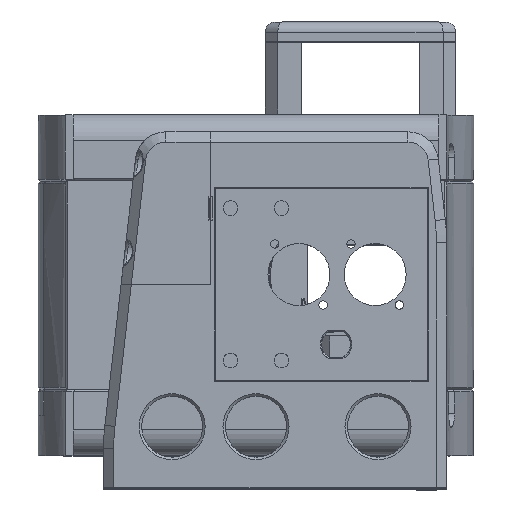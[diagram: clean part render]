
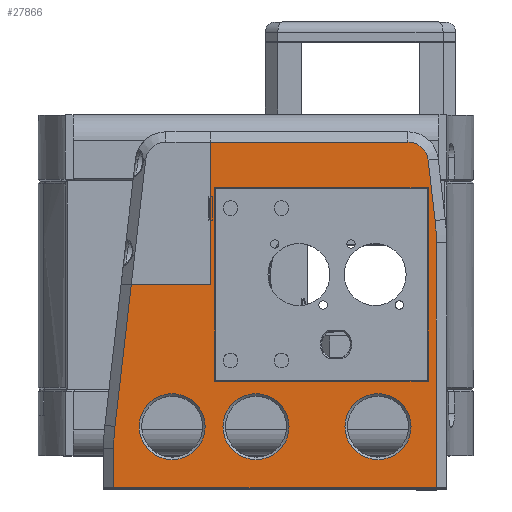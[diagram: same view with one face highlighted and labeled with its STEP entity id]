
A CAD part, top view. The second image highlights one B-rep face of the part: STEP entity #27866.
In plain terms, the highlighted planar face has unit normal (0, 0, 1).
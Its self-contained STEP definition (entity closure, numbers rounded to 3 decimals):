
#238=FACE_BOUND('',#3884,.T.);
#239=FACE_BOUND('',#3885,.T.);
#240=FACE_BOUND('',#3886,.T.);
#241=FACE_BOUND('',#3887,.T.);
#962=CIRCLE('',#29665,13.);
#963=CIRCLE('',#29667,76.);
#964=CIRCLE('',#29668,76.);
#965=CIRCLE('',#29669,8.);
#966=CIRCLE('',#29670,13.);
#967=CIRCLE('',#29671,13.);
#2155=FACE_OUTER_BOUND('',#3883,.T.);
#3883=EDGE_LOOP('',(#20178,#20179,#20180,#20181,#20182,#20183,#20184,#20185,
#20186,#20187,#20188));
#3884=EDGE_LOOP('',(#20189));
#3885=EDGE_LOOP('',(#20190,#20191,#20192,#20193));
#3886=EDGE_LOOP('',(#20194));
#3887=EDGE_LOOP('',(#20195));
#6129=LINE('',#41548,#9268);
#6298=LINE('',#41918,#9437);
#6310=LINE('',#41984,#9449);
#6311=LINE('',#41986,#9450);
#6312=LINE('',#41989,#9451);
#6313=LINE('',#41991,#9452);
#6314=LINE('',#41995,#9453);
#6315=LINE('',#41998,#9454);
#6316=LINE('',#42003,#9455);
#6317=LINE('',#42005,#9456);
#6318=LINE('',#42007,#9457);
#6319=LINE('',#42008,#9458);
#9268=VECTOR('',#32883,10.);
#9437=VECTOR('',#33178,10.);
#9449=VECTOR('',#33254,10.);
#9450=VECTOR('',#33255,10.);
#9451=VECTOR('',#33258,10.);
#9452=VECTOR('',#33259,10.);
#9453=VECTOR('',#33262,10.);
#9454=VECTOR('',#33265,10.);
#9455=VECTOR('',#33268,10.);
#9456=VECTOR('',#33269,10.);
#9457=VECTOR('',#33270,10.);
#9458=VECTOR('',#33271,10.);
#12236=VERTEX_POINT('',#41545);
#12237=VERTEX_POINT('',#41547);
#12374=VERTEX_POINT('',#41915);
#12375=VERTEX_POINT('',#41917);
#12396=VERTEX_POINT('',#41979);
#12397=VERTEX_POINT('',#41983);
#12398=VERTEX_POINT('',#41985);
#12399=VERTEX_POINT('',#41987);
#12400=VERTEX_POINT('',#41990);
#12401=VERTEX_POINT('',#41992);
#12402=VERTEX_POINT('',#41994);
#12403=VERTEX_POINT('',#41996);
#12404=VERTEX_POINT('',#41999);
#12405=VERTEX_POINT('',#42001);
#12406=VERTEX_POINT('',#42002);
#12407=VERTEX_POINT('',#42004);
#12408=VERTEX_POINT('',#42006);
#12409=VERTEX_POINT('',#42009);
#15039=EDGE_CURVE('',#12237,#12236,#6129,.T.);
#15225=EDGE_CURVE('',#12375,#12374,#6298,.T.);
#15254=EDGE_CURVE('',#12396,#12396,#962,.T.);
#15256=EDGE_CURVE('',#12236,#12397,#6310,.T.);
#15257=EDGE_CURVE('',#12398,#12397,#6311,.T.);
#15258=EDGE_CURVE('',#12399,#12398,#963,.T.);
#15259=EDGE_CURVE('',#12375,#12399,#6312,.T.);
#15260=EDGE_CURVE('',#12400,#12374,#6313,.T.);
#15261=EDGE_CURVE('',#12401,#12400,#964,.T.);
#15262=EDGE_CURVE('',#12402,#12401,#6314,.T.);
#15263=EDGE_CURVE('',#12403,#12402,#965,.T.);
#15264=EDGE_CURVE('',#12237,#12403,#6315,.T.);
#15265=EDGE_CURVE('',#12404,#12404,#966,.T.);
#15266=EDGE_CURVE('',#12405,#12406,#6316,.T.);
#15267=EDGE_CURVE('',#12406,#12407,#6317,.T.);
#15268=EDGE_CURVE('',#12407,#12408,#6318,.T.);
#15269=EDGE_CURVE('',#12408,#12405,#6319,.T.);
#15270=EDGE_CURVE('',#12409,#12409,#967,.T.);
#20178=ORIENTED_EDGE('',*,*,#15256,.T.);
#20179=ORIENTED_EDGE('',*,*,#15257,.F.);
#20180=ORIENTED_EDGE('',*,*,#15258,.F.);
#20181=ORIENTED_EDGE('',*,*,#15259,.F.);
#20182=ORIENTED_EDGE('',*,*,#15225,.T.);
#20183=ORIENTED_EDGE('',*,*,#15260,.F.);
#20184=ORIENTED_EDGE('',*,*,#15261,.F.);
#20185=ORIENTED_EDGE('',*,*,#15262,.F.);
#20186=ORIENTED_EDGE('',*,*,#15263,.F.);
#20187=ORIENTED_EDGE('',*,*,#15264,.F.);
#20188=ORIENTED_EDGE('',*,*,#15039,.T.);
#20189=ORIENTED_EDGE('',*,*,#15265,.F.);
#20190=ORIENTED_EDGE('',*,*,#15266,.T.);
#20191=ORIENTED_EDGE('',*,*,#15267,.T.);
#20192=ORIENTED_EDGE('',*,*,#15268,.T.);
#20193=ORIENTED_EDGE('',*,*,#15269,.T.);
#20194=ORIENTED_EDGE('',*,*,#15270,.F.);
#20195=ORIENTED_EDGE('',*,*,#15254,.F.);
#26537=PLANE('',#29666);
#27866=ADVANCED_FACE('',(#2155,#238,#239,#240,#241),#26537,.T.);
#29665=AXIS2_PLACEMENT_3D('',#41980,#33249,#33250);
#29666=AXIS2_PLACEMENT_3D('',#41982,#33252,#33253);
#29667=AXIS2_PLACEMENT_3D('',#41988,#33256,#33257);
#29668=AXIS2_PLACEMENT_3D('',#41993,#33260,#33261);
#29669=AXIS2_PLACEMENT_3D('',#41997,#33263,#33264);
#29670=AXIS2_PLACEMENT_3D('',#42000,#33266,#33267);
#29671=AXIS2_PLACEMENT_3D('',#42010,#33272,#33273);
#32883=DIRECTION('',(0.,-1.,0.));
#33178=DIRECTION('',(1.,0.,0.));
#33249=DIRECTION('center_axis',(0.,0.,1.));
#33250=DIRECTION('ref_axis',(-1.,0.,0.));
#33252=DIRECTION('center_axis',(0.,0.,1.));
#33253=DIRECTION('ref_axis',(1.,0.,0.));
#33254=DIRECTION('',(-1.,0.,0.));
#33255=DIRECTION('',(0.114,0.993,0.));
#33256=DIRECTION('center_axis',(0.,0.,-1.));
#33257=DIRECTION('ref_axis',(-0.998,0.057,0.));
#33258=DIRECTION('',(0.,1.,0.));
#33259=DIRECTION('',(0.,-1.,0.));
#33260=DIRECTION('center_axis',(0.,0.,-1.));
#33261=DIRECTION('ref_axis',(0.998,0.058,0.));
#33262=DIRECTION('',(0.115,-0.993,0.));
#33263=DIRECTION('center_axis',(0.,0.,-1.));
#33264=DIRECTION('ref_axis',(0.665,0.747,0.));
#33265=DIRECTION('',(1.,0.,0.));
#33266=DIRECTION('center_axis',(0.,0.,1.));
#33267=DIRECTION('ref_axis',(-1.,0.,0.));
#33268=DIRECTION('',(-1.,0.,0.));
#33269=DIRECTION('',(0.,1.,0.));
#33270=DIRECTION('',(1.,0.,0.));
#33271=DIRECTION('',(0.,-1.,0.));
#33272=DIRECTION('center_axis',(0.,0.,1.));
#33273=DIRECTION('ref_axis',(-1.,0.,0.));
#41545=CARTESIAN_POINT('',(-17.8,0.,266.));
#41547=CARTESIAN_POINT('',(-17.8,56.,266.));
#41548=CARTESIAN_POINT('',(-17.8,25.,266.));
#41915=CARTESIAN_POINT('',(71.,-80.,266.));
#41917=CARTESIAN_POINT('',(-56.,-80.,266.));
#41918=CARTESIAN_POINT('',(75.,-80.,266.));
#41979=CARTESIAN_POINT('',(61.,-56.,266.));
#41980=CARTESIAN_POINT('Origin',(48.,-56.,266.));
#41982=CARTESIAN_POINT('Origin',(7.5,-10.,266.));
#41983=CARTESIAN_POINT('',(-49.074,0.,266.));
#41984=CARTESIAN_POINT('',(-5.15,0.,266.));
#41985=CARTESIAN_POINT('',(-55.502,-55.902,266.));
#41986=CARTESIAN_POINT('',(-45.849,28.047,266.));
#41987=CARTESIAN_POINT('',(-56.,-64.585,266.));
#41988=CARTESIAN_POINT('Origin',(20.,-64.585,266.));
#41989=CARTESIAN_POINT('',(-56.,-35.,266.));
#41990=CARTESIAN_POINT('',(71.,16.387,266.));
#41991=CARTESIAN_POINT('',(71.,-45.,266.));
#41992=CARTESIAN_POINT('',(70.496,25.122,266.));
#41993=CARTESIAN_POINT('Origin',(-5.,16.387,266.));
#41994=CARTESIAN_POINT('',(67.743,48.919,266.));
#41995=CARTESIAN_POINT('',(72.35,9.098,266.));
#41996=CARTESIAN_POINT('',(59.796,56.,266.));
#41997=CARTESIAN_POINT('Origin',(59.796,48.,266.));
#41998=CARTESIAN_POINT('',(38.994,56.,266.));
#41999=CARTESIAN_POINT('',(13.,-56.,266.));
#42000=CARTESIAN_POINT('Origin',(0.,-56.,266.));
#42001=CARTESIAN_POINT('',(67.7,-38.1,266.));
#42002=CARTESIAN_POINT('',(-16.3,-38.1,266.));
#42003=CARTESIAN_POINT('',(37.6,-38.1,266.));
#42004=CARTESIAN_POINT('',(-16.3,38.1,266.));
#42005=CARTESIAN_POINT('',(-16.3,-24.05,266.));
#42006=CARTESIAN_POINT('',(67.7,38.1,266.));
#42007=CARTESIAN_POINT('',(-4.4,38.1,266.));
#42008=CARTESIAN_POINT('',(67.7,14.05,266.));
#42009=CARTESIAN_POINT('',(-20.,-56.,266.));
#42010=CARTESIAN_POINT('Origin',(-33.,-56.,266.));
